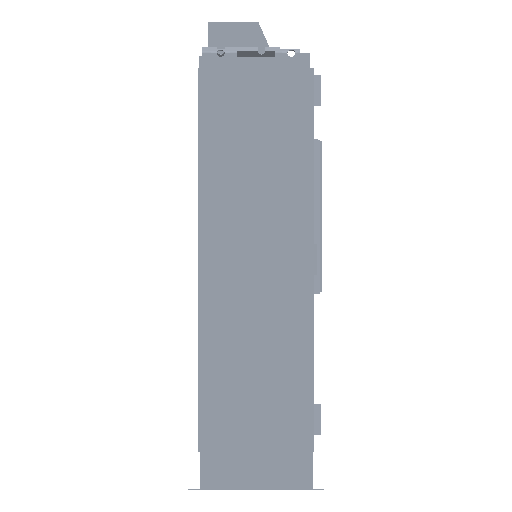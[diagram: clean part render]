
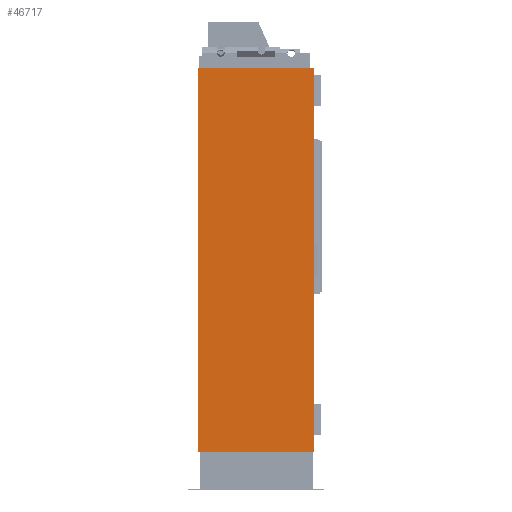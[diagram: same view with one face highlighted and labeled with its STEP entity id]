
A CAD part, left-side view. The second image highlights one B-rep face of the part: STEP entity #46717.
In plain terms, the highlighted planar face has unit normal (-1, 0, 0).
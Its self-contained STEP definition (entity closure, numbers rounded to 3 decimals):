
#46717=ADVANCED_FACE('',(#58820),#52917,.T.);
#52917=PLANE('',#176731);
#58820=FACE_OUTER_BOUND('',#67023,.T.);
#67023=EDGE_LOOP('',(#93244,#93245,#93246,#93247));
#93244=ORIENTED_EDGE('',*,*,#131186,.F.);
#93245=ORIENTED_EDGE('',*,*,#131849,.T.);
#93246=ORIENTED_EDGE('',*,*,#131850,.F.);
#93247=ORIENTED_EDGE('',*,*,#131851,.F.);
#115189=VERTEX_POINT('',#245571);
#115191=VERTEX_POINT('',#245575);
#115676=VERTEX_POINT('',#247211);
#115677=VERTEX_POINT('',#247213);
#131186=EDGE_CURVE('',#115191,#115189,#148078,.T.);
#131849=EDGE_CURVE('',#115191,#115676,#148613,.T.);
#131850=EDGE_CURVE('',#115677,#115676,#148614,.T.);
#131851=EDGE_CURVE('',#115189,#115677,#148615,.T.);
#148078=LINE('',#245576,#164351);
#148613=LINE('',#247210,#164886);
#148614=LINE('',#247212,#164887);
#148615=LINE('',#247214,#164888);
#164351=VECTOR('',#199985,1.);
#164886=VECTOR('',#201038,1.);
#164887=VECTOR('',#201039,1.);
#164888=VECTOR('',#201040,1.);
#176731=AXIS2_PLACEMENT_3D('',#247215,#201041,#201042);
#199985=DIRECTION('',(0.,-1.,0.));
#201038=DIRECTION('',(0.,0.,-1.));
#201039=DIRECTION('',(0.,1.,0.));
#201040=DIRECTION('',(0.,0.,-1.));
#201041=DIRECTION('',(-1.,0.,0.));
#201042=DIRECTION('',(0.,0.,1.));
#245571=CARTESIAN_POINT('',(-1950.,0.,1899.5));
#245575=CARTESIAN_POINT('',(-1950.,600.,1899.5));
#245576=CARTESIAN_POINT('',(-1950.,600.,1899.5));
#247210=CARTESIAN_POINT('',(-1950.,600.,1932.5));
#247211=CARTESIAN_POINT('',(-1950.,600.,-100.));
#247212=CARTESIAN_POINT('',(-1950.,600.,-100.));
#247213=CARTESIAN_POINT('',(-1950.,0.,-100.));
#247214=CARTESIAN_POINT('',(-1950.,0.,0.));
#247215=CARTESIAN_POINT('',(-1950.,300.,1932.5));
